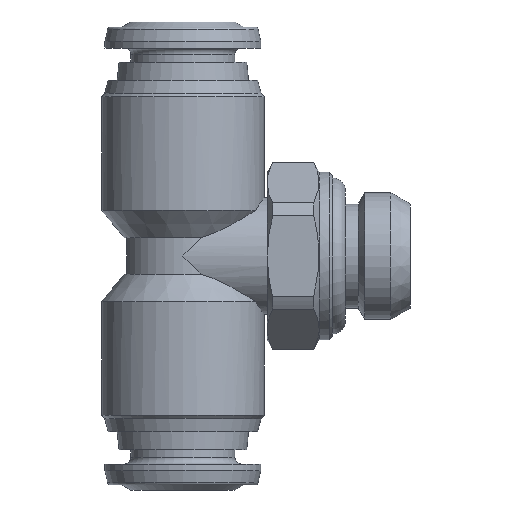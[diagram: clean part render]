
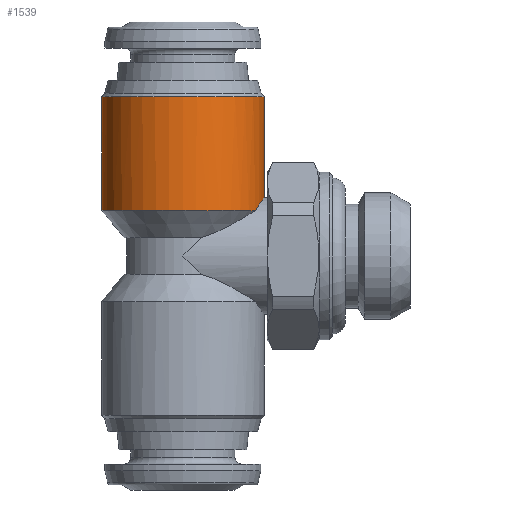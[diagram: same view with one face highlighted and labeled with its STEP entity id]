
A CAD part, left-side view. The second image highlights one B-rep face of the part: STEP entity #1539.
In plain terms, the highlighted cylindrical face has radius 6.25 mm (diameter 12.5 mm), a full revolution.
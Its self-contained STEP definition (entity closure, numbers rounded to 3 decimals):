
#101=CYLINDRICAL_SURFACE('',#1667,6.25);
#133=B_SPLINE_CURVE_WITH_KNOTS('',3,(#2309,#2310,#2311,#2312,#2313,#2314,
#2315),.UNSPECIFIED.,.F.,.F.,(4,1,1,1,4),(0.,0.002,0.003,
0.005,0.006),.UNSPECIFIED.);
#258=ORIENTED_EDGE('',*,*,#382,.F.);
#259=ORIENTED_EDGE('',*,*,#451,.T.);
#260=ORIENTED_EDGE('',*,*,#462,.T.);
#382=EDGE_CURVE('',#504,#505,#599,.T.);
#451=EDGE_CURVE('',#504,#505,#133,.T.);
#462=EDGE_CURVE('',#560,#560,#636,.T.);
#504=VERTEX_POINT('',#2103);
#505=VERTEX_POINT('',#2105);
#560=VERTEX_POINT('',#2353);
#599=CIRCLE('',#1596,6.25);
#636=CIRCLE('',#1668,6.25);
#716=EDGE_LOOP('',(#258,#259));
#717=EDGE_LOOP('',(#260));
#848=FACE_BOUND('',#716,.T.);
#849=FACE_BOUND('',#717,.T.);
#1539=ADVANCED_FACE('',(#848,#849),#101,.T.);
#1596=AXIS2_PLACEMENT_3D('',#2104,#1761,#1762);
#1667=AXIS2_PLACEMENT_3D('',#2351,#1917,#1918);
#1668=AXIS2_PLACEMENT_3D('',#2352,#1919,#1920);
#1761=DIRECTION('',(0.,0.,-1.));
#1762=DIRECTION('',(-1.,0.,0.));
#1917=DIRECTION('',(0.,0.,-1.));
#1918=DIRECTION('',(-1.,0.,0.));
#1919=DIRECTION('',(0.,0.,-1.));
#1920=DIRECTION('',(-1.,0.,0.));
#2103=CARTESIAN_POINT('',(-2.828,11.927,3.5));
#2104=CARTESIAN_POINT('',(0.,17.5,3.5));
#2105=CARTESIAN_POINT('',(2.828,11.927,3.5));
#2309=CARTESIAN_POINT('',(-2.828,11.927,3.5));
#2310=CARTESIAN_POINT('',(-2.446,11.732,3.809));
#2311=CARTESIAN_POINT('',(-1.574,11.389,4.309));
#2312=CARTESIAN_POINT('',(-0.005,11.181,4.595));
#2313=CARTESIAN_POINT('',(1.568,11.387,4.312));
#2314=CARTESIAN_POINT('',(2.445,11.732,3.81));
#2315=CARTESIAN_POINT('',(2.828,11.927,3.5));
#2351=CARTESIAN_POINT('',(0.,17.5,-18.));
#2352=CARTESIAN_POINT('',(0.,17.5,12.268));
#2353=CARTESIAN_POINT('',(-6.25,17.5,12.268));
